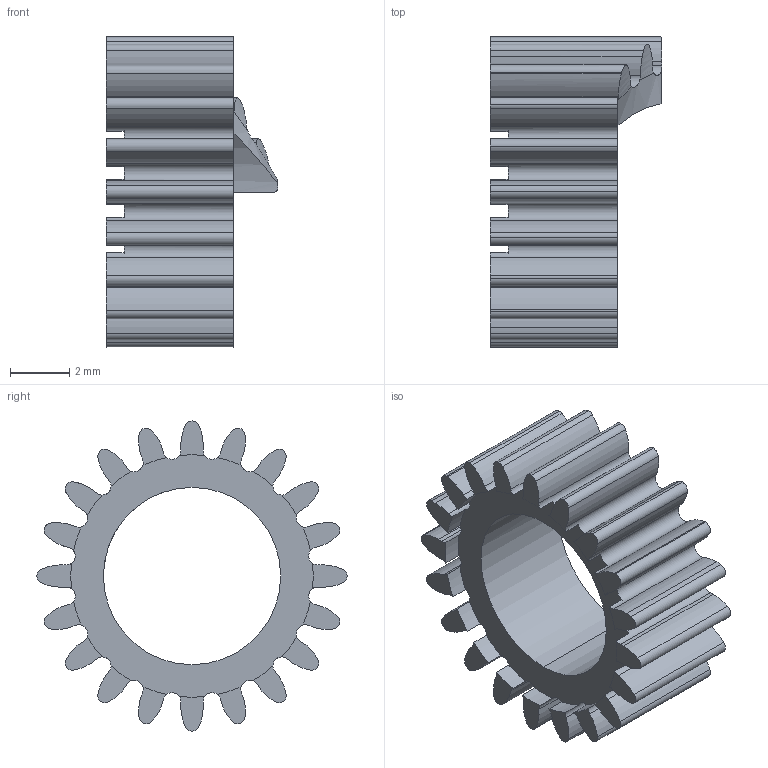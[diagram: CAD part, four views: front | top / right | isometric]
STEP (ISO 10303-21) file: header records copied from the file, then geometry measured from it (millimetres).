
FILE_DESCRIPTION (( 'STEP AP214' ), '1' );
FILE_NAME ('Accumulator - Axle Gear.STEP', '2025-07-06T08:34:36', ( '' ), ( '' ), 'SwSTEP 2.0', 'SolidWorks 2025', '' );
FILE_SCHEMA (( 'AUTOMOTIVE_DESIGN' ));
Length unit declared in the file: millimetre
Products named in the file (1): Accumulator - Axle Gear
Bounding box: 5.8 x 10.5 x 10.5 mm (x, y, z)
Volume: 156.9 mm3; surface area: 437.4 mm2
Topology: 1 solids, 1 shells, 154 faces, 460 edges, 308 vertices
Faces by surface type: cylinder 125, plane 24, bspline 5
Entity records: 5530 total; most frequent: CARTESIAN_POINT 1144, DIRECTION 1013, ORIENTED_EDGE 918, EDGE_CURVE 459, AXIS2_PLACEMENT_3D 432, VERTEX_POINT 306, CIRCLE 282, EDGE_LOOP 155
